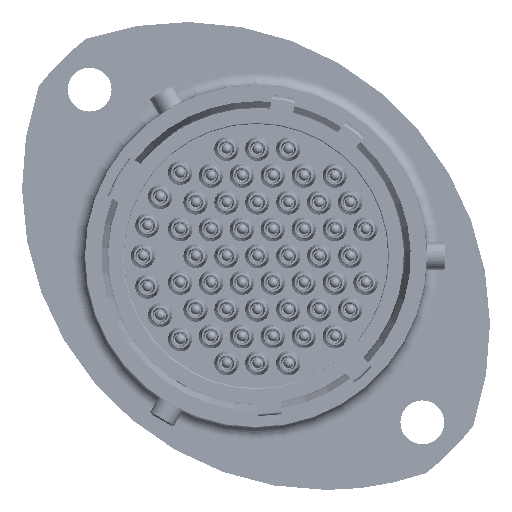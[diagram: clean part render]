
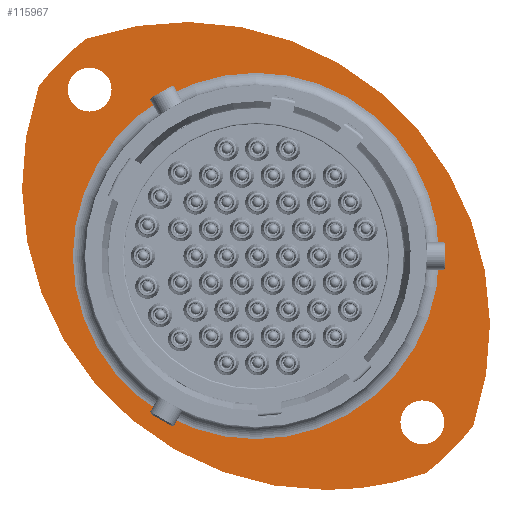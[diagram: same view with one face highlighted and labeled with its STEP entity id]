
A CAD part, left-side view. The second image highlights one B-rep face of the part: STEP entity #115967.
In plain terms, the highlighted planar face has unit normal (-1, 0, 0).
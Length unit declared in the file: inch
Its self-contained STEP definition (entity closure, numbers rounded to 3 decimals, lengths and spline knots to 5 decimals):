
#268 = DIRECTION ( 'NONE',  ( -1., 0., 0. ) ) ;
#330 = AXIS2_PLACEMENT_3D ( 'NONE', #115712, #268, #135059 ) ;
#2504 = DIRECTION ( 'NONE',  ( -1., 0., 0. ) ) ;
#3860 = DIRECTION ( 'NONE',  ( -1., 0., 0. ) ) ;
#8035 = EDGE_CURVE ( 'NONE', #232646, #87472, #121185, .T. ) ;
#8553 = FACE_BOUND ( 'NONE', #111737, .T. ) ;
#15699 = EDGE_CURVE ( 'NONE', #87472, #232646, #129344, .T. ) ;
#17677 = DIRECTION ( 'NONE',  ( 0., 0., -1. ) ) ;
#18875 = EDGE_LOOP ( 'NONE', ( #154441, #78638 ) ) ;
#19762 = AXIS2_PLACEMENT_3D ( 'NONE', #117960, #2504, #137355 ) ;
#21568 = CARTESIAN_POINT ( 'NONE',  ( 0.62913, -0.20462, -0.68121 ) ) ;
#23745 = ORIENTED_EDGE ( 'NONE', *, *, #90562, .T. ) ;
#27354 = EDGE_CURVE ( 'NONE', #226015, #93438, #89612, .T. ) ;
#30850 = CARTESIAN_POINT ( 'NONE',  ( 0.62913, 0.4844, 0.4844 ) ) ;
#37334 = EDGE_LOOP ( 'NONE', ( #158543, #211328 ) ) ;
#43213 = EDGE_CURVE ( 'NONE', #114706, #94925, #75100, .T. ) ;
#44620 = CARTESIAN_POINT ( 'NONE',  ( 0.62913, 0.4844, 0.42042 ) ) ;
#45529 = AXIS2_PLACEMENT_3D ( 'NONE', #61935, #196918, #81285 ) ;
#47675 = CARTESIAN_POINT ( 'NONE',  ( 0.62913, 0.63209, 0.49549 ) ) ;
#50151 = DIRECTION ( 'NONE',  ( 1., 0., 0. ) ) ;
#50226 = DIRECTION ( 'NONE',  ( 0., 0., -1. ) ) ;
#50478 = CARTESIAN_POINT ( 'NONE',  ( 0.62913, -0.4844, -0.4844 ) ) ;
#50531 = EDGE_CURVE ( 'NONE', #93438, #94410, #117322, .T. ) ;
#50647 = CARTESIAN_POINT ( 'NONE',  ( 0.62913, 0., 0.53327 ) ) ;
#53316 = EDGE_LOOP ( 'NONE', ( #23745, #211494, #237464, #204333, #112344 ) ) ;
#61935 = CARTESIAN_POINT ( 'NONE',  ( 0.62913, 0., 0. ) ) ;
#65018 = VERTEX_POINT ( 'NONE', #106816 ) ;
#65332 = EDGE_CURVE ( 'NONE', #84019, #207601, #154032, .T. ) ;
#67606 = AXIS2_PLACEMENT_3D ( 'NONE', #50478, #185359, #69875 ) ;
#69229 = CIRCLE ( 'NONE', #93987, 0.88583 ) ;
#69875 = DIRECTION ( 'NONE',  ( 0., 0., -1. ) ) ;
#75100 = CIRCLE ( 'NONE', #247032, 0.53327 ) ;
#78638 = ORIENTED_EDGE ( 'NONE', *, *, #8035, .F. ) ;
#80007 = CARTESIAN_POINT ( 'NONE',  ( 0.62913, 0.4844, 0.54837 ) ) ;
#80124 = CIRCLE ( 'NONE', #67606, 0.06398 ) ;
#81285 = DIRECTION ( 'NONE',  ( 0., 0., -1. ) ) ;
#84019 = VERTEX_POINT ( 'NONE', #85831 ) ;
#85311 = DIRECTION ( 'NONE',  ( -1., 0., 0. ) ) ;
#85831 = CARTESIAN_POINT ( 'NONE',  ( 0.62913, -0.4844, -0.54837 ) ) ;
#87472 = VERTEX_POINT ( 'NONE', #44620 ) ;
#89612 = CIRCLE ( 'NONE', #19762, 0.88583 ) ;
#90562 = EDGE_CURVE ( 'NONE', #214532, #226015, #69229, .T. ) ;
#91640 = CARTESIAN_POINT ( 'NONE',  ( 0.62913, 0., 0. ) ) ;
#93438 = VERTEX_POINT ( 'NONE', #109149 ) ;
#93987 = AXIS2_PLACEMENT_3D ( 'NONE', #214033, #98504, #233437 ) ;
#94410 = VERTEX_POINT ( 'NONE', #241994 ) ;
#94925 = VERTEX_POINT ( 'NONE', #50647 ) ;
#98504 = DIRECTION ( 'NONE',  ( -1., 0., 0. ) ) ;
#100139 = DIRECTION ( 'NONE',  ( -1., 0., 0. ) ) ;
#100775 = AXIS2_PLACEMENT_3D ( 'NONE', #30850, #165714, #50226 ) ;
#106816 = CARTESIAN_POINT ( 'NONE',  ( 0.62913, 0.49549, 0.63209 ) ) ;
#109149 = CARTESIAN_POINT ( 'NONE',  ( 0.62913, -0.49549, -0.63209 ) ) ;
#110547 = AXIS2_PLACEMENT_3D ( 'NONE', #215716, #100139, #235093 ) ;
#111014 = DIRECTION ( 'NONE',  ( 0., 0., 1. ) ) ;
#111737 = EDGE_LOOP ( 'NONE', ( #193869, #203186 ) ) ;
#112344 = ORIENTED_EDGE ( 'NONE', *, *, #128480, .T. ) ;
#113342 = CIRCLE ( 'NONE', #330, 0.88583 ) ;
#114706 = VERTEX_POINT ( 'NONE', #169212 ) ;
#115712 = CARTESIAN_POINT ( 'NONE',  ( 0.62913, 0.20462, -0.20462 ) ) ;
#115967 = ADVANCED_FACE ( 'NONE', ( #8553, #162371, #207689, #156325 ), #247865, .F. ) ;
#117322 = CIRCLE ( 'NONE', #207312, 0.80315 ) ;
#117960 = CARTESIAN_POINT ( 'NONE',  ( 0.62913, -0.20462, 0.20462 ) ) ;
#119314 = CARTESIAN_POINT ( 'NONE',  ( 0.62913, -0.4844, -0.4844 ) ) ;
#121185 = CIRCLE ( 'NONE', #100775, 0.06398 ) ;
#128480 = EDGE_CURVE ( 'NONE', #65018, #214532, #136842, .T. ) ;
#129344 = CIRCLE ( 'NONE', #244137, 0.06398 ) ;
#133060 = DIRECTION ( 'NONE',  ( 1., 0., 0. ) ) ;
#135059 = DIRECTION ( 'NONE',  ( 0., 0., -1. ) ) ;
#136842 = CIRCLE ( 'NONE', #110547, 0.80315 ) ;
#137355 = DIRECTION ( 'NONE',  ( 0., 0., -1. ) ) ;
#138697 = DIRECTION ( 'NONE',  ( 0., 0., -1. ) ) ;
#140327 = EDGE_CURVE ( 'NONE', #94410, #65018, #113342, .T. ) ;
#142079 = CARTESIAN_POINT ( 'NONE',  ( 0.62913, -0.4844, -0.42042 ) ) ;
#154032 = CIRCLE ( 'NONE', #227648, 0.06398 ) ;
#154441 = ORIENTED_EDGE ( 'NONE', *, *, #15699, .F. ) ;
#156325 = FACE_OUTER_BOUND ( 'NONE', #53316, .T. ) ;
#158543 = ORIENTED_EDGE ( 'NONE', *, *, #43213, .T. ) ;
#162371 = FACE_BOUND ( 'NONE', #37334, .T. ) ;
#165644 = CARTESIAN_POINT ( 'NONE',  ( 0.62913, 0., 0. ) ) ;
#165714 = DIRECTION ( 'NONE',  ( -1., 0., 0. ) ) ;
#169212 = CARTESIAN_POINT ( 'NONE',  ( 0.62913, 0., -0.53327 ) ) ;
#176644 = CIRCLE ( 'NONE', #45529, 0.53327 ) ;
#185033 = DIRECTION ( 'NONE',  ( 0., 0., -1. ) ) ;
#185359 = DIRECTION ( 'NONE',  ( -1., 0., 0. ) ) ;
#193869 = ORIENTED_EDGE ( 'NONE', *, *, #65332, .F. ) ;
#196918 = DIRECTION ( 'NONE',  ( 1., 0., 0. ) ) ;
#198750 = AXIS2_PLACEMENT_3D ( 'NONE', #248666, #133060, #17677 ) ;
#200308 = EDGE_CURVE ( 'NONE', #94925, #114706, #176644, .T. ) ;
#200945 = CARTESIAN_POINT ( 'NONE',  ( 0.62913, 0.4844, 0.4844 ) ) ;
#203186 = ORIENTED_EDGE ( 'NONE', *, *, #203646, .F. ) ;
#203646 = EDGE_CURVE ( 'NONE', #207601, #84019, #80124, .T. ) ;
#204333 = ORIENTED_EDGE ( 'NONE', *, *, #140327, .T. ) ;
#207312 = AXIS2_PLACEMENT_3D ( 'NONE', #91640, #226648, #111014 ) ;
#207601 = VERTEX_POINT ( 'NONE', #142079 ) ;
#207689 = FACE_BOUND ( 'NONE', #18875, .T. ) ;
#211328 = ORIENTED_EDGE ( 'NONE', *, *, #200308, .T. ) ;
#211494 = ORIENTED_EDGE ( 'NONE', *, *, #27354, .T. ) ;
#214033 = CARTESIAN_POINT ( 'NONE',  ( 0.62913, -0.20462, 0.20462 ) ) ;
#214532 = VERTEX_POINT ( 'NONE', #47675 ) ;
#215716 = CARTESIAN_POINT ( 'NONE',  ( 0.62913, 0., 0. ) ) ;
#220330 = DIRECTION ( 'NONE',  ( 0., 0., -1. ) ) ;
#226015 = VERTEX_POINT ( 'NONE', #21568 ) ;
#226648 = DIRECTION ( 'NONE',  ( -1., 0., 0. ) ) ;
#227648 = AXIS2_PLACEMENT_3D ( 'NONE', #119314, #3860, #138697 ) ;
#232646 = VERTEX_POINT ( 'NONE', #80007 ) ;
#233437 = DIRECTION ( 'NONE',  ( 0., 0., -1. ) ) ;
#235093 = DIRECTION ( 'NONE',  ( 0., 0., 1. ) ) ;
#237464 = ORIENTED_EDGE ( 'NONE', *, *, #50531, .T. ) ;
#241994 = CARTESIAN_POINT ( 'NONE',  ( 0.62913, -0.63209, -0.49549 ) ) ;
#244137 = AXIS2_PLACEMENT_3D ( 'NONE', #200945, #85311, #220330 ) ;
#247032 = AXIS2_PLACEMENT_3D ( 'NONE', #165644, #50151, #185033 ) ;
#247865 = PLANE ( 'NONE',  #198750 ) ;
#248666 = CARTESIAN_POINT ( 'NONE',  ( 0.62913, 0.49783, 0. ) ) ;
